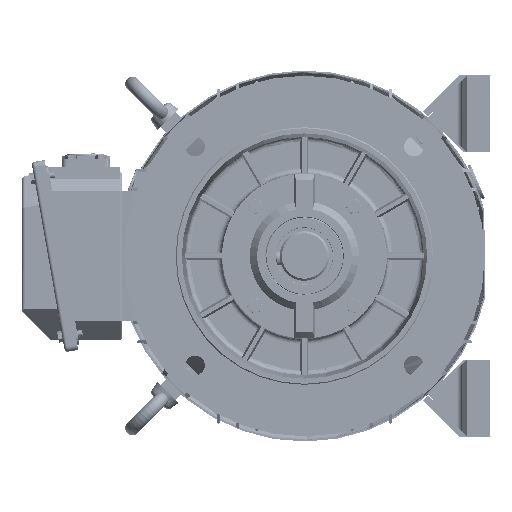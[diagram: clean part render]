
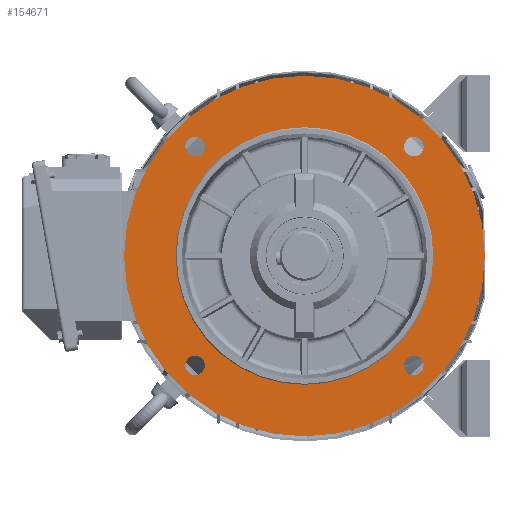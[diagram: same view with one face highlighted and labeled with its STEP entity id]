
A CAD part, left-side view. The second image highlights one B-rep face of the part: STEP entity #154671.
In plain terms, the highlighted planar face has unit normal (-1, 0, 0).
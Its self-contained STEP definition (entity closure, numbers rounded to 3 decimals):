
#22646 = CARTESIAN_POINT ( 'NONE',  ( 0., 0., 175. ) ) ;
#22647 = DIRECTION ( 'NONE',  ( 0., 0., 1. ) ) ;
#22649 = DIRECTION ( 'NONE',  ( -1., 0., 0. ) ) ;
#22650 = CARTESIAN_POINT ( 'NONE',  ( 0., 0., 0. ) ) ;
#22652 = AXIS2_PLACEMENT_3D ( 'NONE', #22650, #22649, #22647 ) ;
#22653 = CIRCLE ( 'NONE', #22652, 175. ) ;
#22659 = CARTESIAN_POINT ( 'NONE',  ( 0., 0., -175. ) ) ;
#26450 = CARTESIAN_POINT ( 'NONE',  ( 0., 0., -125. ) ) ;
#26452 = CARTESIAN_POINT ( 'NONE',  ( 0., 0., 125. ) ) ;
#26453 = DIRECTION ( 'NONE',  ( 0., 0., 1. ) ) ;
#26454 = DIRECTION ( 'NONE',  ( -1., 0., 0. ) ) ;
#26455 = CARTESIAN_POINT ( 'NONE',  ( 0., 0., 0. ) ) ;
#26456 = AXIS2_PLACEMENT_3D ( 'NONE', #26455, #26454, #26453 ) ;
#26458 = CIRCLE ( 'NONE', #26456, 125. ) ;
#35525 = FACE_BOUND ( 'NONE', #154769, .T. ) ;
#35526 = FACE_BOUND ( 'NONE', #154674, .T. ) ;
#35588 = DIRECTION ( 'NONE',  ( 0., 0., 1. ) ) ;
#35589 = DIRECTION ( 'NONE',  ( -1., 0., 0. ) ) ;
#35590 = AXIS2_PLACEMENT_3D ( 'NONE', #35599, #35589, #35588 ) ;
#35592 = CIRCLE ( 'NONE', #35590, 9.5 ) ;
#35596 = DIRECTION ( 'NONE',  ( 0., 0., -1. ) ) ;
#35597 = DIRECTION ( 'NONE',  ( 1., 0., 0. ) ) ;
#35598 = CARTESIAN_POINT ( 'NONE',  ( 0., 175., 0. ) ) ;
#35599 = CARTESIAN_POINT ( 'NONE',  ( 0., -106.066, -106.066 ) ) ;
#35601 = AXIS2_PLACEMENT_3D ( 'NONE', #35598, #35597, #35596 ) ;
#35617 = PLANE ( 'NONE',  #35601 ) ;
#35618 = FACE_OUTER_BOUND ( 'NONE', #154738, .T. ) ;
#35620 = FACE_BOUND ( 'NONE', #154795, .T. ) ;
#35622 = FACE_BOUND ( 'NONE', #154789, .T. ) ;
#35623 = FACE_BOUND ( 'NONE', #154780, .T. ) ;
#35751 = CIRCLE ( 'NONE', #35847, 9.5 ) ;
#35772 = DIRECTION ( 'NONE',  ( 0., 0., 1. ) ) ;
#35773 = DIRECTION ( 'NONE',  ( -1., 0., 0. ) ) ;
#35774 = CARTESIAN_POINT ( 'NONE',  ( 0., 0., 0. ) ) ;
#35776 = AXIS2_PLACEMENT_3D ( 'NONE', #35774, #35773, #35772 ) ;
#35778 = CIRCLE ( 'NONE', #35776, 175. ) ;
#35793 = DIRECTION ( 'NONE',  ( 0., 0., 1. ) ) ;
#35796 = DIRECTION ( 'NONE',  ( -1., 0., 0. ) ) ;
#35797 = CARTESIAN_POINT ( 'NONE',  ( 0., 0., 0. ) ) ;
#35798 = AXIS2_PLACEMENT_3D ( 'NONE', #35797, #35796, #35793 ) ;
#35802 = CIRCLE ( 'NONE', #35798, 125. ) ;
#35828 = DIRECTION ( 'NONE',  ( 0., 0., 1. ) ) ;
#35829 = DIRECTION ( 'NONE',  ( -1., 0., 0. ) ) ;
#35831 = CARTESIAN_POINT ( 'NONE',  ( 0., 106.066, -106.066 ) ) ;
#35832 = AXIS2_PLACEMENT_3D ( 'NONE', #35831, #35829, #35828 ) ;
#35834 = CIRCLE ( 'NONE', #35832, 9.5 ) ;
#35837 = DIRECTION ( 'NONE',  ( 0., 0., 1. ) ) ;
#35838 = DIRECTION ( 'NONE',  ( -1., 0., 0. ) ) ;
#35839 = CARTESIAN_POINT ( 'NONE',  ( 0., 106.066, 106.066 ) ) ;
#35841 = AXIS2_PLACEMENT_3D ( 'NONE', #35839, #35838, #35837 ) ;
#35842 = CIRCLE ( 'NONE', #35841, 9.5 ) ;
#35843 = DIRECTION ( 'NONE',  ( 0., 0., 1. ) ) ;
#35845 = DIRECTION ( 'NONE',  ( -1., 0., 0. ) ) ;
#35846 = CARTESIAN_POINT ( 'NONE',  ( 0., -106.066, 106.066 ) ) ;
#35847 = AXIS2_PLACEMENT_3D ( 'NONE', #35846, #35845, #35843 ) ;
#147858 = VERTEX_POINT ( 'NONE', #216750 ) ;
#147876 = EDGE_CURVE ( 'NONE', #147858, #147879, #216705, .T. ) ;
#147879 = VERTEX_POINT ( 'NONE', #216681 ) ;
#147921 = VERTEX_POINT ( 'NONE', #216968 ) ;
#147931 = EDGE_CURVE ( 'NONE', #147921, #147933, #216922, .T. ) ;
#147933 = VERTEX_POINT ( 'NONE', #216909 ) ;
#147975 = EDGE_CURVE ( 'NONE', #148098, #147979, #217157, .T. ) ;
#147979 = VERTEX_POINT ( 'NONE', #217146 ) ;
#148098 = VERTEX_POINT ( 'NONE', #217557 ) ;
#148147 = VERTEX_POINT ( 'NONE', #217620 ) ;
#148156 = EDGE_CURVE ( 'NONE', #148147, #148159, #217591, .T. ) ;
#148159 = VERTEX_POINT ( 'NONE', #217582 ) ;
#148996 = VERTEX_POINT ( 'NONE', #22659 ) ;
#149002 = EDGE_CURVE ( 'NONE', #149006, #148996, #22653, .T. ) ;
#149006 = VERTEX_POINT ( 'NONE', #22646 ) ;
#150629 = EDGE_CURVE ( 'NONE', #150631, #150633, #26458, .T. ) ;
#150631 = VERTEX_POINT ( 'NONE', #26452 ) ;
#150633 = VERTEX_POINT ( 'NONE', #26450 ) ;
#154671 = ADVANCED_FACE ( 'NONE', ( #35526, #35525, #35623, #35622, #35620, #35618 ), #35617, .F. ) ;
#154674 = EDGE_LOOP ( 'NONE', ( #154675, #154682 ) ) ;
#154675 = ORIENTED_EDGE ( 'NONE', *, *, #154677, .F. ) ;
#154677 = EDGE_CURVE ( 'NONE', #147879, #147858, #35592, .T. ) ;
#154682 = ORIENTED_EDGE ( 'NONE', *, *, #147876, .F. ) ;
#154733 = ORIENTED_EDGE ( 'NONE', *, *, #150629, .F. ) ;
#154735 = ORIENTED_EDGE ( 'NONE', *, *, #154737, .F. ) ;
#154737 = EDGE_CURVE ( 'NONE', #150633, #150631, #35802, .T. ) ;
#154738 = EDGE_LOOP ( 'NONE', ( #154743, #154744 ) ) ;
#154743 = ORIENTED_EDGE ( 'NONE', *, *, #149002, .T. ) ;
#154744 = ORIENTED_EDGE ( 'NONE', *, *, #154747, .T. ) ;
#154747 = EDGE_CURVE ( 'NONE', #148996, #149006, #35778, .T. ) ;
#154769 = EDGE_LOOP ( 'NONE', ( #154771, #154777 ) ) ;
#154771 = ORIENTED_EDGE ( 'NONE', *, *, #154775, .F. ) ;
#154775 = EDGE_CURVE ( 'NONE', #147933, #147921, #35751, .T. ) ;
#154777 = ORIENTED_EDGE ( 'NONE', *, *, #147931, .F. ) ;
#154780 = EDGE_LOOP ( 'NONE', ( #154781, #154786 ) ) ;
#154781 = ORIENTED_EDGE ( 'NONE', *, *, #154783, .F. ) ;
#154783 = EDGE_CURVE ( 'NONE', #147979, #148098, #35842, .T. ) ;
#154786 = ORIENTED_EDGE ( 'NONE', *, *, #147975, .F. ) ;
#154789 = EDGE_LOOP ( 'NONE', ( #154791, #154793 ) ) ;
#154791 = ORIENTED_EDGE ( 'NONE', *, *, #154792, .F. ) ;
#154792 = EDGE_CURVE ( 'NONE', #148159, #148147, #35834, .T. ) ;
#154793 = ORIENTED_EDGE ( 'NONE', *, *, #148156, .F. ) ;
#154795 = EDGE_LOOP ( 'NONE', ( #154733, #154735 ) ) ;
#216681 = CARTESIAN_POINT ( 'NONE',  ( 0., -106.066, -96.566 ) ) ;
#216698 = DIRECTION ( 'NONE',  ( 0., 0., 1. ) ) ;
#216700 = DIRECTION ( 'NONE',  ( -1., 0., 0. ) ) ;
#216702 = CARTESIAN_POINT ( 'NONE',  ( 0., -106.066, -106.066 ) ) ;
#216704 = AXIS2_PLACEMENT_3D ( 'NONE', #216702, #216700, #216698 ) ;
#216705 = CIRCLE ( 'NONE', #216704, 9.5 ) ;
#216750 = CARTESIAN_POINT ( 'NONE',  ( 0., -106.066, -115.566 ) ) ;
#216909 = CARTESIAN_POINT ( 'NONE',  ( 0., -106.066, 115.566 ) ) ;
#216912 = DIRECTION ( 'NONE',  ( 0., 0., 1. ) ) ;
#216915 = DIRECTION ( 'NONE',  ( -1., 0., 0. ) ) ;
#216917 = CARTESIAN_POINT ( 'NONE',  ( 0., -106.066, 106.066 ) ) ;
#216919 = AXIS2_PLACEMENT_3D ( 'NONE', #216917, #216915, #216912 ) ;
#216922 = CIRCLE ( 'NONE', #216919, 9.5 ) ;
#216968 = CARTESIAN_POINT ( 'NONE',  ( 0., -106.066, 96.566 ) ) ;
#217146 = CARTESIAN_POINT ( 'NONE',  ( 0., 106.066, 115.566 ) ) ;
#217148 = DIRECTION ( 'NONE',  ( 0., 0., 1. ) ) ;
#217150 = DIRECTION ( 'NONE',  ( -1., 0., 0. ) ) ;
#217152 = CARTESIAN_POINT ( 'NONE',  ( 0., 106.066, 106.066 ) ) ;
#217154 = AXIS2_PLACEMENT_3D ( 'NONE', #217152, #217150, #217148 ) ;
#217157 = CIRCLE ( 'NONE', #217154, 9.5 ) ;
#217557 = CARTESIAN_POINT ( 'NONE',  ( 0., 106.066, 96.566 ) ) ;
#217582 = CARTESIAN_POINT ( 'NONE',  ( 0., 106.066, -96.566 ) ) ;
#217584 = DIRECTION ( 'NONE',  ( 0., 0., 1. ) ) ;
#217586 = DIRECTION ( 'NONE',  ( -1., 0., 0. ) ) ;
#217589 = CARTESIAN_POINT ( 'NONE',  ( 0., 106.066, -106.066 ) ) ;
#217590 = AXIS2_PLACEMENT_3D ( 'NONE', #217589, #217586, #217584 ) ;
#217591 = CIRCLE ( 'NONE', #217590, 9.5 ) ;
#217620 = CARTESIAN_POINT ( 'NONE',  ( 0., 106.066, -115.566 ) ) ;
